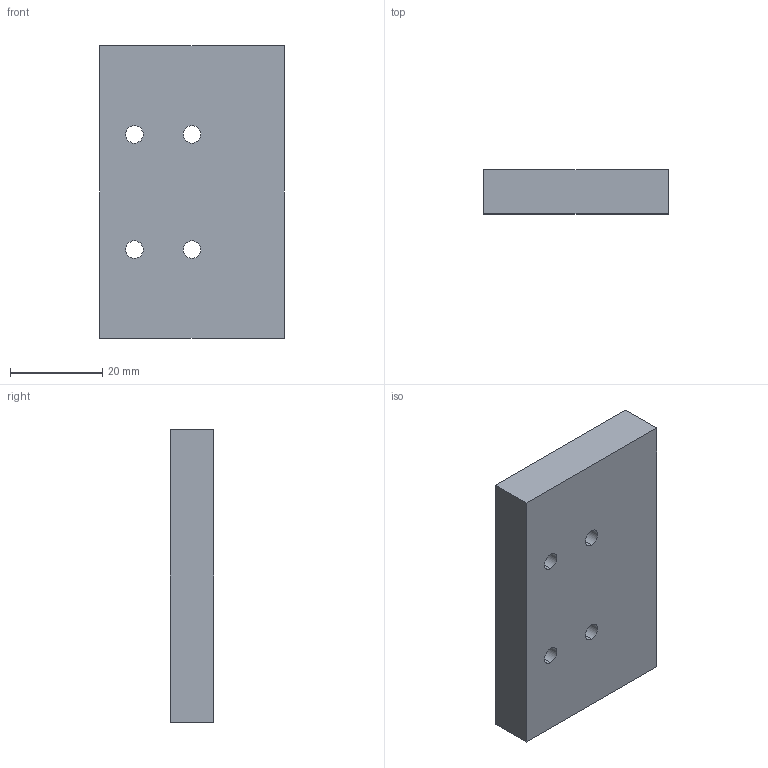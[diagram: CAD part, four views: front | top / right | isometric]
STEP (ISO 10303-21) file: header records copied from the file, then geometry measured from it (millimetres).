
FILE_DESCRIPTION (( 'STEP AP203' ), '1' );
FILE_NAME ('wallBase_Default_sldprt.STEP', '2025-04-25T00:03:14', ( '' ), ( '' ), 'SwSTEP 2.0', 'SolidWorks 2023', '' );
FILE_SCHEMA (( 'CONFIG_CONTROL_DESIGN' ));
Length unit declared in the file: millimetre
Products named in the file (1): wallBase_Default_sldprt
Bounding box: 40 x 9.53 x 63.5 mm (x, y, z)
Volume: 23644 mm3; surface area: 7587.5 mm2
Topology: 1 solids, 1 shells, 22 faces, 56 edges, 34 vertices
Faces by surface type: cylinder 12, plane 6, cone 4
Entity records: 737 total; most frequent: DIRECTION 122, CARTESIAN_POINT 109, ORIENTED_EDGE 104, EDGE_CURVE 52, AXIS2_PLACEMENT_3D 47, VERTEX_POINT 34, EDGE_LOOP 32, LINE 28
